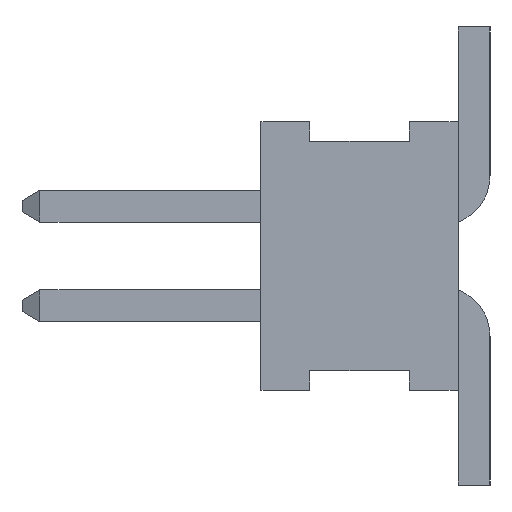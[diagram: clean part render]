
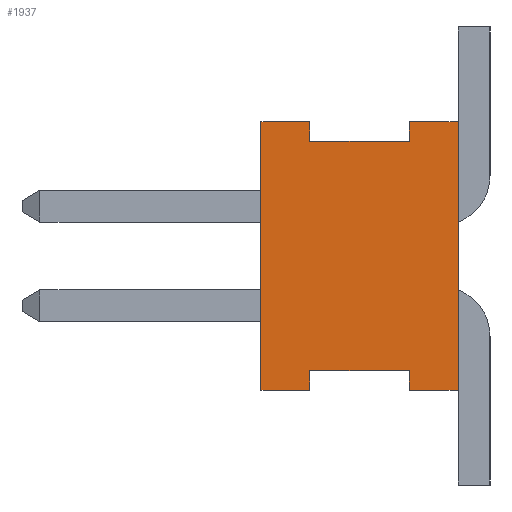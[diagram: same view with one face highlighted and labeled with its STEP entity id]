
A CAD part, left-side view. The second image highlights one B-rep face of the part: STEP entity #1937.
In plain terms, the highlighted planar face has unit normal (-1, 0, 0).
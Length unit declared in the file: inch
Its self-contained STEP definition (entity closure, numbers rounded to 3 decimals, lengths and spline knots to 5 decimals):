
#1937 = ADVANCED_FACE( '', ( #5408 ), #5409, .F. );
#5408 = FACE_OUTER_BOUND( '', #10430, .T. );
#5409 = PLANE( '', #10431 );
#10430 = EDGE_LOOP( '', ( #16331, #16332, #16333, #16334, #16335, #16336, #16337, #16338, #16339, #16340, #16341, #16342 ) );
#10431 = AXIS2_PLACEMENT_3D( '', #16343, #16344, #16345 );
#16331 = ORIENTED_EDGE( '', *, *, #31430, .F. );
#16332 = ORIENTED_EDGE( '', *, *, #31431, .F. );
#16333 = ORIENTED_EDGE( '', *, *, #31432, .T. );
#16334 = ORIENTED_EDGE( '', *, *, #31433, .T. );
#16335 = ORIENTED_EDGE( '', *, *, #31434, .F. );
#16336 = ORIENTED_EDGE( '', *, *, #31435, .F. );
#16337 = ORIENTED_EDGE( '', *, *, #31436, .F. );
#16338 = ORIENTED_EDGE( '', *, *, #31437, .F. );
#16339 = ORIENTED_EDGE( '', *, *, #31438, .F. );
#16340 = ORIENTED_EDGE( '', *, *, #31333, .F. );
#16341 = ORIENTED_EDGE( '', *, *, #31439, .T. );
#16342 = ORIENTED_EDGE( '', *, *, #31440, .F. );
#16343 = CARTESIAN_POINT( '', ( -1., 0.099, -0.0675 ) );
#16344 = DIRECTION( '', ( 1., 0., 0. ) );
#16345 = DIRECTION( '', ( 0., 0., -1. ) );
#31333 = EDGE_CURVE( '', #38177, #38178, #38179, .T. );
#31430 = EDGE_CURVE( '', #38343, #38344, #38345, .T. );
#31431 = EDGE_CURVE( '', #38346, #38343, #38347, .T. );
#31432 = EDGE_CURVE( '', #38346, #38348, #38349, .T. );
#31433 = EDGE_CURVE( '', #38348, #38350, #38351, .T. );
#31434 = EDGE_CURVE( '', #38352, #38350, #38353, .T. );
#31435 = EDGE_CURVE( '', #38354, #38352, #38355, .T. );
#31436 = EDGE_CURVE( '', #38356, #38354, #38357, .T. );
#31437 = EDGE_CURVE( '', #38358, #38356, #38359, .T. );
#31438 = EDGE_CURVE( '', #38178, #38358, #38360, .T. );
#31439 = EDGE_CURVE( '', #38177, #38361, #38362, .T. );
#31440 = EDGE_CURVE( '', #38344, #38361, #38363, .T. );
#38177 = VERTEX_POINT( '', #47926 );
#38178 = VERTEX_POINT( '', #47927 );
#38179 = LINE( '', #47928, #47929 );
#38343 = VERTEX_POINT( '', #48167 );
#38344 = VERTEX_POINT( '', #48168 );
#38345 = LINE( '', #48169, #48170 );
#38346 = VERTEX_POINT( '', #48171 );
#38347 = LINE( '', #48172, #48173 );
#38348 = VERTEX_POINT( '', #48174 );
#38349 = LINE( '', #48175, #48176 );
#38350 = VERTEX_POINT( '', #48177 );
#38351 = LINE( '', #48178, #48179 );
#38352 = VERTEX_POINT( '', #48180 );
#38353 = LINE( '', #48181, #48182 );
#38354 = VERTEX_POINT( '', #48183 );
#38355 = LINE( '', #48184, #48185 );
#38356 = VERTEX_POINT( '', #48186 );
#38357 = LINE( '', #48187, #48188 );
#38358 = VERTEX_POINT( '', #48189 );
#38359 = LINE( '', #48190, #48191 );
#38360 = LINE( '', #48192, #48193 );
#38361 = VERTEX_POINT( '', #48194 );
#38362 = LINE( '', #48195, #48196 );
#38363 = LINE( '', #48197, #48198 );
#47926 = CARTESIAN_POINT( '', ( -1., 0.099, -0.0675 ) );
#47927 = CARTESIAN_POINT( '', ( -1., 0.099, 0.0675 ) );
#47928 = CARTESIAN_POINT( '', ( -1., 0.099, -0.0675 ) );
#47929 = VECTOR( '', #59804, 39.37008 );
#48167 = CARTESIAN_POINT( '', ( -1., 0.0245, -0.0575 ) );
#48168 = CARTESIAN_POINT( '', ( -1., 0.0745, -0.0575 ) );
#48169 = CARTESIAN_POINT( '', ( -1., 0.0245, -0.0575 ) );
#48170 = VECTOR( '', #59885, 39.37008 );
#48171 = CARTESIAN_POINT( '', ( -1., 0.0245, -0.0675 ) );
#48172 = CARTESIAN_POINT( '', ( -1., 0.0245, -0.0675 ) );
#48173 = VECTOR( '', #59886, 39.37008 );
#48174 = CARTESIAN_POINT( '', ( -1., 0., -0.0675 ) );
#48175 = CARTESIAN_POINT( '', ( -1., 0.099, -0.0675 ) );
#48176 = VECTOR( '', #59887, 39.37008 );
#48177 = CARTESIAN_POINT( '', ( -1., 0., 0.0675 ) );
#48178 = CARTESIAN_POINT( '', ( -1., 0., -0.0675 ) );
#48179 = VECTOR( '', #59888, 39.37008 );
#48180 = CARTESIAN_POINT( '', ( -1., 0.0245, 0.0675 ) );
#48181 = CARTESIAN_POINT( '', ( -1., 0.099, 0.0675 ) );
#48182 = VECTOR( '', #59889, 39.37008 );
#48183 = CARTESIAN_POINT( '', ( -1., 0.0245, 0.0575 ) );
#48184 = CARTESIAN_POINT( '', ( -1., 0.0245, 0.0575 ) );
#48185 = VECTOR( '', #59890, 39.37008 );
#48186 = CARTESIAN_POINT( '', ( -1., 0.0745, 0.0575 ) );
#48187 = CARTESIAN_POINT( '', ( -1., 0.0745, 0.0575 ) );
#48188 = VECTOR( '', #59891, 39.37008 );
#48189 = CARTESIAN_POINT( '', ( -1., 0.0745, 0.0675 ) );
#48190 = CARTESIAN_POINT( '', ( -1., 0.0745, 0.0675 ) );
#48191 = VECTOR( '', #59892, 39.37008 );
#48192 = CARTESIAN_POINT( '', ( -1., 0.099, 0.0675 ) );
#48193 = VECTOR( '', #59893, 39.37008 );
#48194 = CARTESIAN_POINT( '', ( -1., 0.0745, -0.0675 ) );
#48195 = CARTESIAN_POINT( '', ( -1., 0.099, -0.0675 ) );
#48196 = VECTOR( '', #59894, 39.37008 );
#48197 = CARTESIAN_POINT( '', ( -1., 0.0745, -0.0575 ) );
#48198 = VECTOR( '', #59895, 39.37008 );
#59804 = DIRECTION( '', ( 0., 0., 1. ) );
#59885 = DIRECTION( '', ( 0., 1., 0. ) );
#59886 = DIRECTION( '', ( 0., 0., 1. ) );
#59887 = DIRECTION( '', ( 0., -1., 0. ) );
#59888 = DIRECTION( '', ( 0., 0., 1. ) );
#59889 = DIRECTION( '', ( 0., -1., 0. ) );
#59890 = DIRECTION( '', ( 0., 0., 1. ) );
#59891 = DIRECTION( '', ( 0., -1., 0. ) );
#59892 = DIRECTION( '', ( 0., 0., -1. ) );
#59893 = DIRECTION( '', ( 0., -1., 0. ) );
#59894 = DIRECTION( '', ( 0., -1., 0. ) );
#59895 = DIRECTION( '', ( 0., 0., -1. ) );
